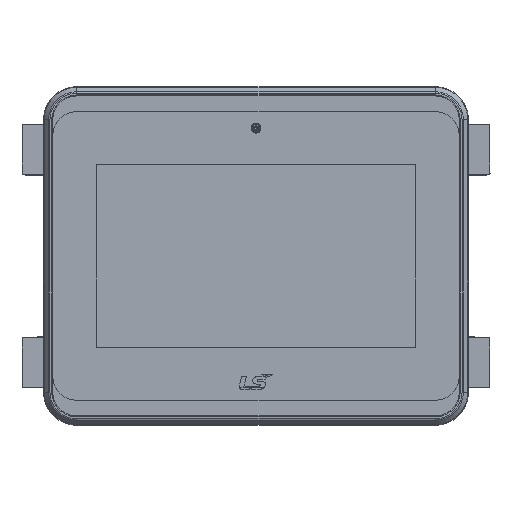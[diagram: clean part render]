
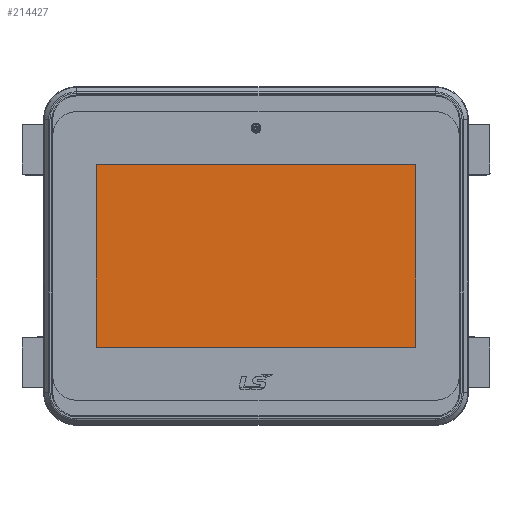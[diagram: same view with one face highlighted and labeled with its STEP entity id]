
A CAD part, top view. The second image highlights one B-rep face of the part: STEP entity #214427.
In plain terms, the highlighted planar face has unit normal (0, 0, 1).
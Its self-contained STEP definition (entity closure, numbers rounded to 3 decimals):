
#70059=DIRECTION('',(0.,-1.,0.));
#70060=VECTOR('',#70059,54.9);
#70061=CARTESIAN_POINT('',(48.05,27.45,5.464));
#70062=LINE('',#70061,#70060);
#70063=DIRECTION('',(-1.,0.,0.));
#70064=VECTOR('',#70063,96.1);
#70065=CARTESIAN_POINT('',(48.05,-27.45,5.464));
#70066=LINE('',#70065,#70064);
#70067=DIRECTION('',(0.,1.,0.));
#70068=VECTOR('',#70067,54.9);
#70069=CARTESIAN_POINT('',(-48.05,-27.45,5.464));
#70070=LINE('',#70069,#70068);
#70071=DIRECTION('',(1.,0.,0.));
#70072=VECTOR('',#70071,96.1);
#70073=CARTESIAN_POINT('',(-48.05,27.45,5.464));
#70074=LINE('',#70073,#70072);
#89820=CARTESIAN_POINT('',(48.05,27.45,5.464));
#89821=CARTESIAN_POINT('',(48.05,-27.45,5.464));
#89822=VERTEX_POINT('',#89820);
#89823=VERTEX_POINT('',#89821);
#89824=CARTESIAN_POINT('',(-48.05,-27.45,5.464));
#89825=VERTEX_POINT('',#89824);
#89826=CARTESIAN_POINT('',(-48.05,27.45,5.464));
#89827=VERTEX_POINT('',#89826);
#214416=CARTESIAN_POINT('',(0.,0.,5.463));
#214417=DIRECTION('',(0.,0.,1.));
#214418=DIRECTION('',(1.,0.,0.));
#214419=AXIS2_PLACEMENT_3D('',#214416,#214417,#214418);
#214420=PLANE('',#214419);
#214421=ORIENTED_EDGE('',*,*,#213862,.T.);
#214422=ORIENTED_EDGE('',*,*,#213868,.T.);
#214423=ORIENTED_EDGE('',*,*,#213866,.T.);
#214424=ORIENTED_EDGE('',*,*,#213864,.T.);
#214425=EDGE_LOOP('',(#214421,#214422,#214423,#214424));
#214426=FACE_OUTER_BOUND('',#214425,.F.);
#214427=ADVANCED_FACE('',(#214426),#214420,.T.);
#213862=EDGE_CURVE('',#89822,#89823,#70062,.T.);
#213864=EDGE_CURVE('',#89827,#89822,#70074,.T.);
#213866=EDGE_CURVE('',#89825,#89827,#70070,.T.);
#213868=EDGE_CURVE('',#89823,#89825,#70066,.T.);
